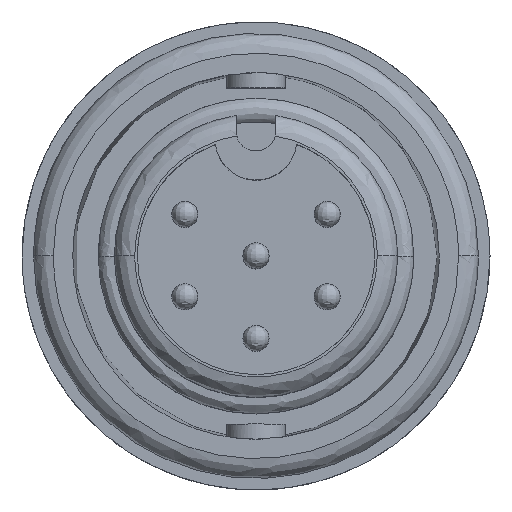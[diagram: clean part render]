
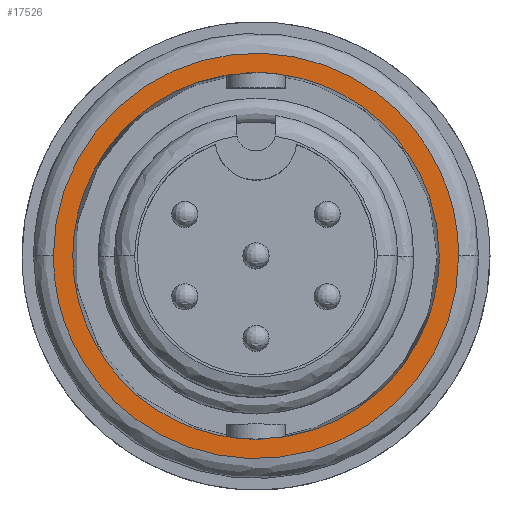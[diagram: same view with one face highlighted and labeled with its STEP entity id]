
A CAD part, top view. The second image highlights one B-rep face of the part: STEP entity #17526.
In plain terms, the highlighted planar face has unit normal (0, 0, 1).
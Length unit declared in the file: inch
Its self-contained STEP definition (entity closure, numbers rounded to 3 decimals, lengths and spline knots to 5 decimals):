
#33 = CARTESIAN_POINT ( 'NONE',  ( 0.3075, 0.615, 0.22613 ) ) ;
#88 = CARTESIAN_POINT ( 'NONE',  ( 0., 0., 0.22613 ) ) ;
#110 = ORIENTED_EDGE ( 'NONE', *, *, #3069, .F. ) ;
#207 = DIRECTION ( 'NONE',  ( -1., 0., 0. ) ) ;
#334 = CARTESIAN_POINT ( 'NONE',  ( -0.14001, 0.24291, 0.22613 ) ) ;
#398 = CARTESIAN_POINT ( 'NONE',  ( -0.03639, -0.278, 0.22613 ) ) ;
#778 = CARTESIAN_POINT ( 'NONE',  ( 0.03639, -0.278, 0.22613 ) ) ;
#784 = CARTESIAN_POINT ( 'NONE',  ( 0.24291, 0.14001, 0.22613 ) ) ;
#790 = B_SPLINE_CURVE_WITH_KNOTS ( 'NONE', 3,
 ( #12997, #778, #4887, #14431, #6261, #15801, #7631, #17183, #8998, #843 ),
 .UNSPECIFIED., .F., .F.,
 ( 4, 2, 2, 2, 4 ),
 ( 0., 0.25, 0.5, 0.75, 1. ),
 .UNSPECIFIED. ) ;
#843 = CARTESIAN_POINT ( 'NONE',  ( 0.278, 0., 0.22613 ) ) ;
#1294 = B_SPLINE_CURVE_WITH_KNOTS ( 'NONE', 3,
 ( #15296, #12542, #8501, #334, #9864, #1700, #11236, #3060, #12599, #4445, #13983, #5822, #15352, #7184, #16726, #8556, #398, #9929 ),
 .UNSPECIFIED., .F., .F.,
 ( 4, 2, 2, 2, 2, 2, 2, 2, 4 ),
 ( 0., 0.125, 0.25, 0.375, 0.5, 0.625, 0.75, 0.875, 1. ),
 .UNSPECIFIED. ) ;
#1700 = CARTESIAN_POINT ( 'NONE',  ( -0.22231, 0.17084, 0.22613 ) ) ;
#2153 = CARTESIAN_POINT ( 'NONE',  ( 0.17084, 0.22231, 0.22613 ) ) ;
#2251 = ORIENTED_EDGE ( 'NONE', *, *, #5206, .F. ) ;
#2592 = CARTESIAN_POINT ( 'NONE',  ( 0.278, 0., 0.22613 ) ) ;
#3060 = CARTESIAN_POINT ( 'NONE',  ( -0.27076, 0.07277, 0.22613 ) ) ;
#3069 = EDGE_CURVE ( 'NONE', #8293, #8021, #11136, .T. ) ;
#3410 = CARTESIAN_POINT ( 'NONE',  ( -0.3075, -0.615, 0.22613 ) ) ;
#3451 = EDGE_CURVE ( 'NONE', #4814, #14248, #14736, .T. ) ;
#3504 = CARTESIAN_POINT ( 'NONE',  ( 0.07277, 0.27076, 0.22613 ) ) ;
#3624 = EDGE_LOOP ( 'NONE', ( #14854, #2251, #7622 ) ) ;
#4116 = CARTESIAN_POINT ( 'NONE',  ( -0.3075, 0., 0.22613 ) ) ;
#4445 = CARTESIAN_POINT ( 'NONE',  ( -0.278, -0.03639, 0.22613 ) ) ;
#4814 = VERTEX_POINT ( 'NONE', #2592 ) ;
#4887 = CARTESIAN_POINT ( 'NONE',  ( 0.07277, -0.27076, 0.22613 ) ) ;
#4895 = CARTESIAN_POINT ( 'NONE',  ( 0., 0.278, 0.22613 ) ) ;
#5206 = EDGE_CURVE ( 'NONE', #14235, #4814, #790, .T. ) ;
#5822 = CARTESIAN_POINT ( 'NONE',  ( -0.24291, -0.14001, 0.22613 ) ) ;
#6261 = CARTESIAN_POINT ( 'NONE',  ( 0.17084, -0.22231, 0.22613 ) ) ;
#7184 = CARTESIAN_POINT ( 'NONE',  ( -0.17084, -0.22231, 0.22613 ) ) ;
#7569 = CARTESIAN_POINT ( 'NONE',  ( 0.278, 0., 0.22613 ) ) ;
#7622 = ORIENTED_EDGE ( 'NONE', *, *, #13243, .F. ) ;
#7631 = CARTESIAN_POINT ( 'NONE',  ( 0.24291, -0.14001, 0.22613 ) ) ;
#8021 = VERTEX_POINT ( 'NONE', #13980 ) ;
#8138 = FACE_OUTER_BOUND ( 'NONE', #14192, .T. ) ;
#8177 = CARTESIAN_POINT ( 'NONE',  ( -0.3075, 0., 0.22613 ) ) ;
#8293 = VERTEX_POINT ( 'NONE', #4116 ) ;
#8356 = DIRECTION ( 'NONE',  ( 0., 0., -1. ) ) ;
#8501 = CARTESIAN_POINT ( 'NONE',  ( -0.07277, 0.27076, 0.22613 ) ) ;
#8556 = CARTESIAN_POINT ( 'NONE',  ( -0.07277, -0.27076, 0.22613 ) ) ;
#8948 = CARTESIAN_POINT ( 'NONE',  ( 0.27076, 0.07277, 0.22613 ) ) ;
#8998 = CARTESIAN_POINT ( 'NONE',  ( 0.278, -0.03639, 0.22613 ) ) ;
#9321 = CARTESIAN_POINT ( 'NONE',  ( 0., -0.278, 0.22613 ) ) ;
#9439 =( BOUNDED_CURVE ( )  B_SPLINE_CURVE ( 3, ( #15642, #11574, #3410, #12960 ),
 .UNSPECIFIED., .F., .F. ) 
 B_SPLINE_CURVE_WITH_KNOTS ( ( 4, 4 ),
 ( 0., 1. ),
 .UNSPECIFIED. ) 
 CURVE ( )  GEOMETRIC_REPRESENTATION_ITEM ( )  RATIONAL_B_SPLINE_CURVE ( ( 1., 0.333, 0.333, 1. ) ) 
 REPRESENTATION_ITEM ( '' )  );
#9562 = CARTESIAN_POINT ( 'NONE',  ( 0.3075, 0., 0.22613 ) ) ;
#9864 = CARTESIAN_POINT ( 'NONE',  ( -0.17084, 0.22231, 0.22613 ) ) ;
#9929 = CARTESIAN_POINT ( 'NONE',  ( 0., -0.278, 0.22613 ) ) ;
#10321 = CARTESIAN_POINT ( 'NONE',  ( 0.22231, 0.17084, 0.22613 ) ) ;
#10684 = CARTESIAN_POINT ( 'NONE',  ( 0., 0.278, 0.22613 ) ) ;
#11040 = PLANE ( 'NONE',  #15396 ) ;
#11136 =( BOUNDED_CURVE ( )  B_SPLINE_CURVE ( 3, ( #8177, #16355, #33, #9562 ),
 .UNSPECIFIED., .F., .F. ) 
 B_SPLINE_CURVE_WITH_KNOTS ( ( 4, 4 ),
 ( 0., 1. ),
 .UNSPECIFIED. ) 
 CURVE ( )  GEOMETRIC_REPRESENTATION_ITEM ( )  RATIONAL_B_SPLINE_CURVE ( ( 1., 0.333, 0.333, 1. ) ) 
 REPRESENTATION_ITEM ( '' )  );
#11236 = CARTESIAN_POINT ( 'NONE',  ( -0.24291, 0.14001, 0.22613 ) ) ;
#11574 = CARTESIAN_POINT ( 'NONE',  ( 0.3075, -0.615, 0.22613 ) ) ;
#11684 = CARTESIAN_POINT ( 'NONE',  ( 0.14001, 0.24291, 0.22613 ) ) ;
#12542 = CARTESIAN_POINT ( 'NONE',  ( -0.03639, 0.278, 0.22613 ) ) ;
#12599 = CARTESIAN_POINT ( 'NONE',  ( -0.278, 0.03639, 0.22613 ) ) ;
#12960 = CARTESIAN_POINT ( 'NONE',  ( -0.3075, 0., 0.22613 ) ) ;
#12997 = CARTESIAN_POINT ( 'NONE',  ( 0., -0.278, 0.22613 ) ) ;
#13057 = CARTESIAN_POINT ( 'NONE',  ( 0.03639, 0.278, 0.22613 ) ) ;
#13243 = EDGE_CURVE ( 'NONE', #14248, #14235, #1294, .T. ) ;
#13354 = EDGE_CURVE ( 'NONE', #8021, #8293, #9439, .T. ) ;
#13980 = CARTESIAN_POINT ( 'NONE',  ( 0.3075, 0., 0.22613 ) ) ;
#13983 = CARTESIAN_POINT ( 'NONE',  ( -0.27076, -0.07277, 0.22613 ) ) ;
#14192 = EDGE_LOOP ( 'NONE', ( #110, #14627 ) ) ;
#14235 = VERTEX_POINT ( 'NONE', #9321 ) ;
#14248 = VERTEX_POINT ( 'NONE', #10684 ) ;
#14431 = CARTESIAN_POINT ( 'NONE',  ( 0.14001, -0.24291, 0.22613 ) ) ;
#14627 = ORIENTED_EDGE ( 'NONE', *, *, #13354, .F. ) ;
#14736 = B_SPLINE_CURVE_WITH_KNOTS ( 'NONE', 3,
 ( #7569, #15748, #8948, #784, #10321, #2153, #11684, #3504, #13057, #4895 ),
 .UNSPECIFIED., .F., .F.,
 ( 4, 2, 2, 2, 4 ),
 ( 0., 0.25, 0.5, 0.75, 1. ),
 .UNSPECIFIED. ) ;
#14854 = ORIENTED_EDGE ( 'NONE', *, *, #3451, .F. ) ;
#14956 = FACE_BOUND ( 'NONE', #3624, .T. ) ;
#15296 = CARTESIAN_POINT ( 'NONE',  ( 0., 0.278, 0.22613 ) ) ;
#15352 = CARTESIAN_POINT ( 'NONE',  ( -0.22231, -0.17084, 0.22613 ) ) ;
#15396 = AXIS2_PLACEMENT_3D ( 'NONE', #88, #8356, #207 ) ;
#15642 = CARTESIAN_POINT ( 'NONE',  ( 0.3075, 0., 0.22613 ) ) ;
#15748 = CARTESIAN_POINT ( 'NONE',  ( 0.278, 0.03639, 0.22613 ) ) ;
#15801 = CARTESIAN_POINT ( 'NONE',  ( 0.22231, -0.17084, 0.22613 ) ) ;
#16355 = CARTESIAN_POINT ( 'NONE',  ( -0.3075, 0.615, 0.22613 ) ) ;
#16726 = CARTESIAN_POINT ( 'NONE',  ( -0.14001, -0.24291, 0.22613 ) ) ;
#17183 = CARTESIAN_POINT ( 'NONE',  ( 0.27076, -0.07277, 0.22613 ) ) ;
#17526 = ADVANCED_FACE ( 'NONE', ( #8138, #14956 ), #11040, .F. ) ;
